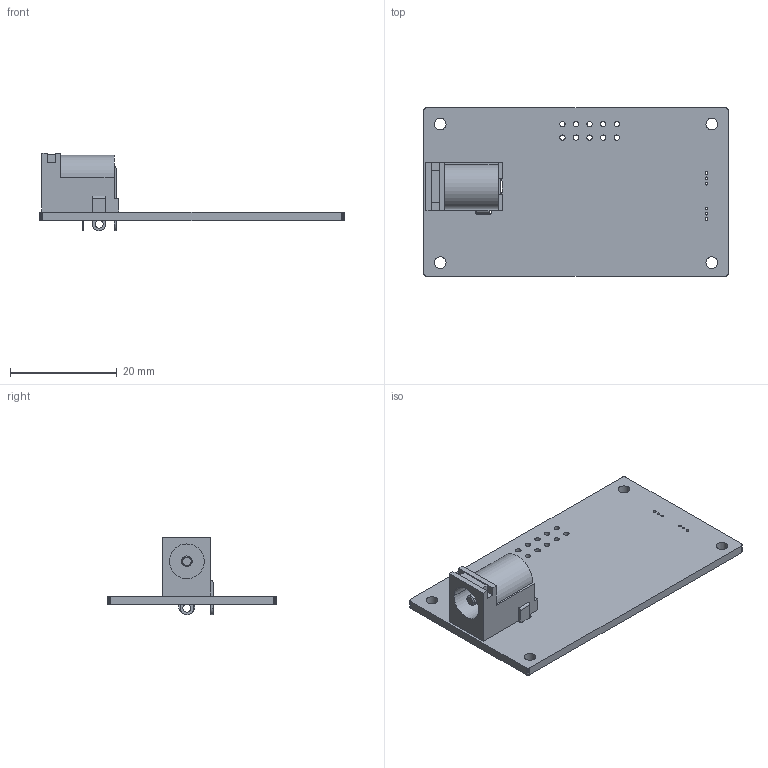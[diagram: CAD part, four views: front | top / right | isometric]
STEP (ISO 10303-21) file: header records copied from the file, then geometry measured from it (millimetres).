
FILE_DESCRIPTION(('KiCad electronic assembly'),'2;1');
FILE_NAME('WiringHarness.step','2023-10-09T14:56:53',('Pcbnew'),('Kicad' ),'Open CASCADE STEP processor 7.6','KiCad to STEP converter', 'Unknown');
FILE_SCHEMA(('AUTOMOTIVE_DESIGN { 1 0 10303 214 1 1 1 1 }'));
Length unit declared in the file: millimetre
Products named in the file (4): WiringHarness 1; CUI_DEVICES_PJ-002A; SOLID; WiringHarness PCB
Assembly tree (3 placements, depth 3):
  WiringHarness 1
    CUI_DEVICES_PJ-002A
      SOLID
    WiringHarness PCB
Bounding box: 56.9 x 31.5 x 14.5 mm (x, y, z)
Volume: 3784.7 mm3; surface area: 4940.7 mm2
Topology: 2 solids, 2 shells, 179 faces, 508 edges, 336 vertices
Faces by surface type: plane 141, cylinder 36, cone 2
Full cylindrical faces by diameter (mm): 0.5 x6, 1 x10, 2.2 x4
Entity records: 13062 total; most frequent: CARTESIAN_POINT 2373, DIRECTION 1909, LINE 1378, VECTOR 1378, ORIENTED_EDGE 1016, PCURVE 1016, DEFINITIONAL_REPRESENTATION 1016, EDGE_CURVE 508
